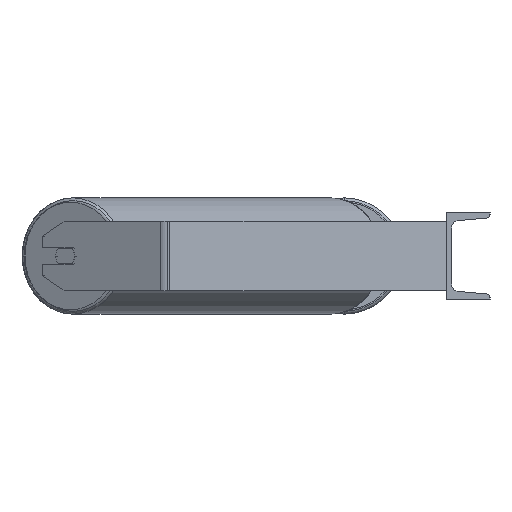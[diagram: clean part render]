
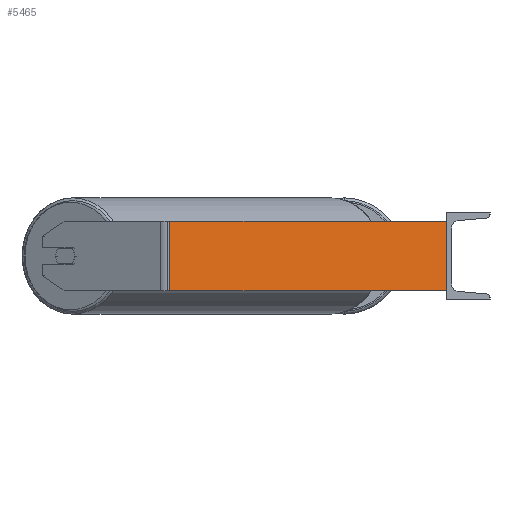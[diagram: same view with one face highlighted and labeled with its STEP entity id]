
A CAD part, left-side view. The second image highlights one B-rep face of the part: STEP entity #5465.
In plain terms, the highlighted planar face has unit normal (-0.985, -0.174, 0).
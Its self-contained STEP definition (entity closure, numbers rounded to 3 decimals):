
#828 = EDGE_CURVE ( 'NONE', #1346, #2794, #2610, .T. ) ;
#1154 = DIRECTION ( 'NONE',  ( 0., 0., -1. ) ) ;
#1177 = CARTESIAN_POINT ( 'NONE',  ( -940.773, 316.303, 40. ) ) ;
#1346 = VERTEX_POINT ( 'NONE', #1177 ) ;
#1503 = CARTESIAN_POINT ( 'NONE',  ( -940.773, 316.303, 40. ) ) ;
#1577 = EDGE_CURVE ( 'NONE', #3784, #3230, #8192, .T. ) ;
#1665 = DIRECTION ( 'NONE',  ( 0.985, 0.174, 0. ) ) ;
#1723 = PLANE ( 'NONE',  #7591 ) ;
#1877 = CARTESIAN_POINT ( 'NONE',  ( -885., 0., 40. ) ) ;
#2061 = EDGE_LOOP ( 'NONE', ( #8926, #3107, #5095, #7567 ) ) ;
#2394 = EDGE_CURVE ( 'NONE', #2794, #3230, #3312, .T. ) ;
#2527 = DIRECTION ( 'NONE',  ( -0.174, 0.985, 0. ) ) ;
#2610 = LINE ( 'NONE', #5430, #5816 ) ;
#2794 = VERTEX_POINT ( 'NONE', #1877 ) ;
#2796 = LINE ( 'NONE', #1503, #8688 ) ;
#2871 = VECTOR ( 'NONE', #7497, 1000. ) ;
#3107 = ORIENTED_EDGE ( 'NONE', *, *, #2394, .F. ) ;
#3230 = VERTEX_POINT ( 'NONE', #6188 ) ;
#3312 = LINE ( 'NONE', #8803, #3783 ) ;
#3783 = VECTOR ( 'NONE', #1154, 1000. ) ;
#3784 = VERTEX_POINT ( 'NONE', #6144 ) ;
#3863 = CARTESIAN_POINT ( 'NONE',  ( -941.784, 322.038, 40. ) ) ;
#4783 = EDGE_CURVE ( 'NONE', #1346, #3784, #2796, .T. ) ;
#5095 = ORIENTED_EDGE ( 'NONE', *, *, #828, .F. ) ;
#5430 = CARTESIAN_POINT ( 'NONE',  ( -941.784, 322.038, 40. ) ) ;
#5465 = ADVANCED_FACE ( 'NONE', ( #8867 ), #1723, .F. ) ;
#5816 = VECTOR ( 'NONE', #8254, 1000. ) ;
#6144 = CARTESIAN_POINT ( 'NONE',  ( -940.773, 316.303, -40. ) ) ;
#6188 = CARTESIAN_POINT ( 'NONE',  ( -885., 0., -40. ) ) ;
#7497 = DIRECTION ( 'NONE',  ( 0.174, -0.985, 0. ) ) ;
#7567 = ORIENTED_EDGE ( 'NONE', *, *, #4783, .T. ) ;
#7591 = AXIS2_PLACEMENT_3D ( 'NONE', #3863, #1665, #2527 ) ;
#8105 = CARTESIAN_POINT ( 'NONE',  ( -941.784, 322.038, -40. ) ) ;
#8192 = LINE ( 'NONE', #8105, #2871 ) ;
#8254 = DIRECTION ( 'NONE',  ( 0.174, -0.985, 0. ) ) ;
#8425 = DIRECTION ( 'NONE',  ( 0., 0., -1. ) ) ;
#8688 = VECTOR ( 'NONE', #8425, 1000. ) ;
#8803 = CARTESIAN_POINT ( 'NONE',  ( -885., 0., 40. ) ) ;
#8867 = FACE_OUTER_BOUND ( 'NONE', #2061, .T. ) ;
#8926 = ORIENTED_EDGE ( 'NONE', *, *, #1577, .T. ) ;
